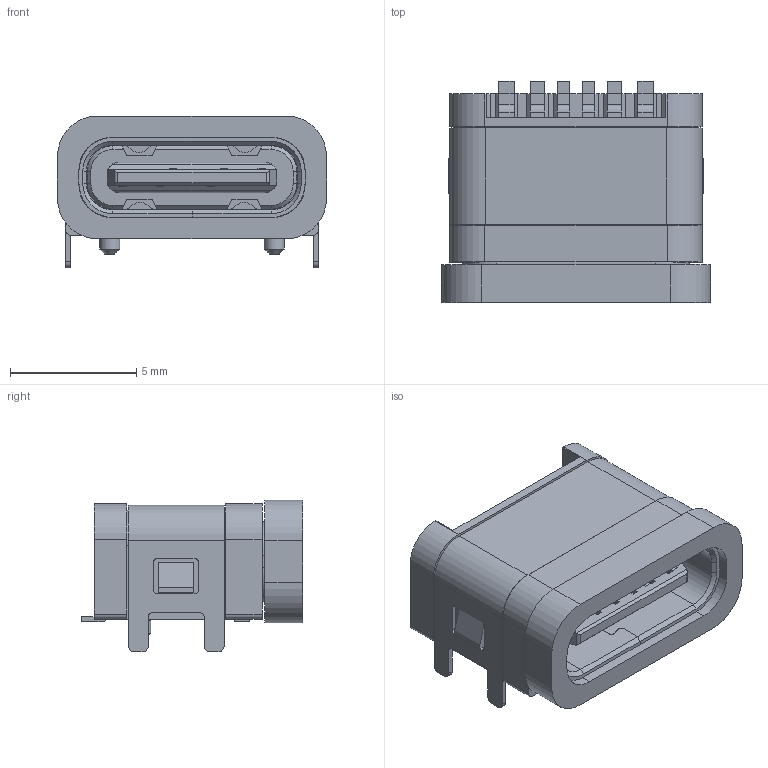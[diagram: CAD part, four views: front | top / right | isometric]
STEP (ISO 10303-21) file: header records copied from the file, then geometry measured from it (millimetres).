
FILE_DESCRIPTION(/* description */ (''),/* implementation_level */ '2;1');
FILE_NAME(/* name */ '2171760001.step',/* time_stamp */ '2022-09-12T10:10:24+02:00',/* author */ (''),/* organization */ (''),/* preprocessor_version */ 'ST-DEVELOPER v19',/* originating_system */ 'Autodesk Translation Framework v11.7.0.108',/* authorisation */ '');
FILE_SCHEMA (('AUTOMOTIVE_DESIGN { 1 0 10303 214 3 1 1 }'));
Length unit declared in the file: millimetre
Products named in the file (1): 2171760001
Bounding box: 10.64 x 8.75 x 6.01 mm (x, y, z)
Volume: 262.9 mm3; surface area: 779.3 mm2
Topology: 1 solids, 33 shells, 904 faces, 2438 edges, 1608 vertices
Faces by surface type: plane 684, cylinder 204, cone 16
Full cylindrical faces by diameter (mm): 0.8 x2
Entity records: 28532 total; most frequent: CARTESIAN_POINT 5308, ORIENTED_EDGE 4876, DIRECTION 4657, EDGE_CURVE 2438, LINE 1991, VECTOR 1991, VERTEX_POINT 1608, AXIS2_PLACEMENT_3D 1333
